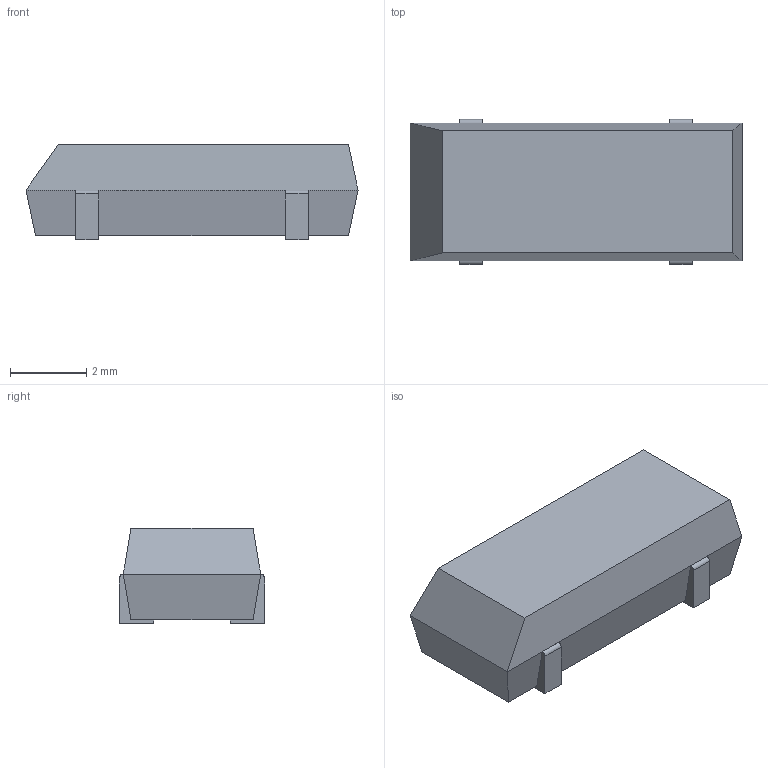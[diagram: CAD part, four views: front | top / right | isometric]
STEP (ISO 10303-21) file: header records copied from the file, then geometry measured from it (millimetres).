
FILE_DESCRIPTION(('FreeCAD Model'),'2;1');
FILE_NAME( '85SMX.step' ,'2020-04-20T12:46:34',('Author'),(''), 'Open CASCADE STEP processor 7.3','FreeCAD','Unknown');
FILE_SCHEMA(('AUTOMOTIVE_DESIGN { 1 0 10303 214 1 1 1 1 }'));
Length unit declared in the file: millimetre
Products named in the file (6): 85SMX; Body; Pin01; Pin02; Pin03; Pin04
Assembly tree (5 placements, depth 2):
  85SMX
    Body
    Pin01
    Pin02
    Pin03
    Pin04
Bounding box: 8.7 x 3.8 x 2.5 mm (x, y, z)
Volume: 68.6 mm3; surface area: 121.1 mm2
Topology: 5 solids, 5 shells, 42 faces, 92 edges, 60 vertices
Faces by surface type: plane 30, bspline 8, cylinder 4
Entity records: 1269 total; most frequent: CARTESIAN_POINT 232, ORIENTED_EDGE 184, DIRECTION 172, EDGE_CURVE 92, LINE 76, VECTOR 76, VERTEX_POINT 60, AXIS2_PLACEMENT_3D 48
